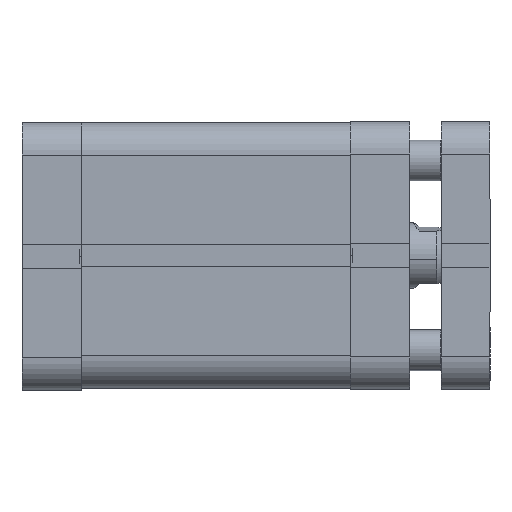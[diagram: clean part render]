
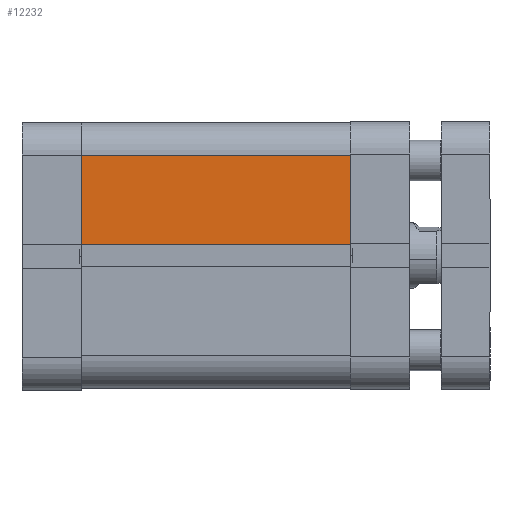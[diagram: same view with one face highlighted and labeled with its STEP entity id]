
A CAD part, front view. The second image highlights one B-rep face of the part: STEP entity #12232.
In plain terms, the highlighted planar face has unit normal (0, -1, 0).
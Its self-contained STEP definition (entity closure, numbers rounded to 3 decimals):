
#272 = FACE_OUTER_BOUND ( 'NONE', #8112, .T. ) ;
#472 = CARTESIAN_POINT ( 'NONE',  ( 0., -32.5, -32.5 ) ) ;
#1474 = CARTESIAN_POINT ( 'NONE',  ( 66., -32.5, 2.8 ) ) ;
#2302 = DIRECTION ( 'NONE',  ( -1., 0., 0. ) ) ;
#3308 = DIRECTION ( 'NONE',  ( 0., 0., 1. ) ) ;
#4451 = VERTEX_POINT ( 'NONE', #19223 ) ;
#5603 = CARTESIAN_POINT ( 'NONE',  ( 66., -32.5, -32.5 ) ) ;
#8112 = EDGE_LOOP ( 'NONE', ( #21206, #28368, #25276, #34482 ) ) ;
#8864 = DIRECTION ( 'NONE',  ( 0., 1., 0. ) ) ;
#9160 = EDGE_CURVE ( 'NONE', #21120, #19434, #28843, .T. ) ;
#11299 = CARTESIAN_POINT ( 'NONE',  ( 0., -32.5, 24.5 ) ) ;
#12232 = ADVANCED_FACE ( 'NONE', ( #272 ), #20919, .F. ) ;
#13221 = VECTOR ( 'NONE', #2302, 1000. ) ;
#14289 = CARTESIAN_POINT ( 'NONE',  ( 66., -32.5, 24.5 ) ) ;
#14683 = CARTESIAN_POINT ( 'NONE',  ( 66., -32.5, 24.5 ) ) ;
#17363 = DIRECTION ( 'NONE',  ( -1., 0., 0. ) ) ;
#17902 = EDGE_CURVE ( 'NONE', #29060, #4451, #35145, .T. ) ;
#19003 = AXIS2_PLACEMENT_3D ( 'NONE', #5603, #8864, #3308 ) ;
#19223 = CARTESIAN_POINT ( 'NONE',  ( 0., -32.5, 2.8 ) ) ;
#19434 = VERTEX_POINT ( 'NONE', #1474 ) ;
#20032 = DIRECTION ( 'NONE',  ( 0., 0., -1. ) ) ;
#20919 = PLANE ( 'NONE',  #19003 ) ;
#21120 = VERTEX_POINT ( 'NONE', #14289 ) ;
#21206 = ORIENTED_EDGE ( 'NONE', *, *, #17902, .T. ) ;
#21642 = VECTOR ( 'NONE', #17363, 1000. ) ;
#24563 = VECTOR ( 'NONE', #20032, 1000. ) ;
#25276 = ORIENTED_EDGE ( 'NONE', *, *, #9160, .F. ) ;
#26704 = DIRECTION ( 'NONE',  ( 0., 0., -1. ) ) ;
#26718 = EDGE_CURVE ( 'NONE', #21120, #29060, #28851, .T. ) ;
#28368 = ORIENTED_EDGE ( 'NONE', *, *, #30336, .F. ) ;
#28843 = LINE ( 'NONE', #31339, #24563 ) ;
#28851 = LINE ( 'NONE', #14683, #21642 ) ;
#29060 = VERTEX_POINT ( 'NONE', #11299 ) ;
#30336 = EDGE_CURVE ( 'NONE', #19434, #4451, #37350, .T. ) ;
#30631 = VECTOR ( 'NONE', #26704, 1000. ) ;
#31339 = CARTESIAN_POINT ( 'NONE',  ( 66., -32.5, -32.5 ) ) ;
#34482 = ORIENTED_EDGE ( 'NONE', *, *, #26718, .T. ) ;
#34489 = CARTESIAN_POINT ( 'NONE',  ( 66.001, -32.5, 2.8 ) ) ;
#35145 = LINE ( 'NONE', #472, #30631 ) ;
#37350 = LINE ( 'NONE', #34489, #13221 ) ;
